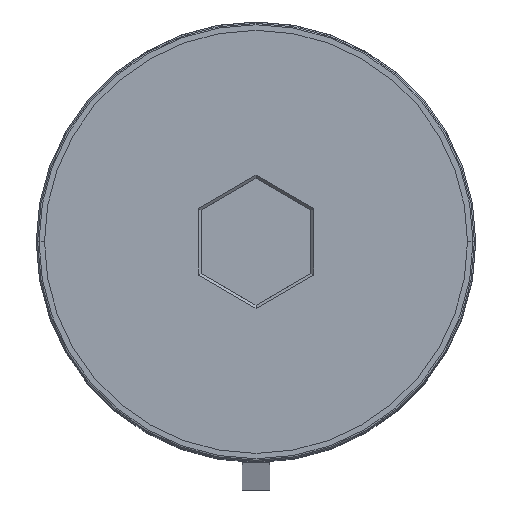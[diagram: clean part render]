
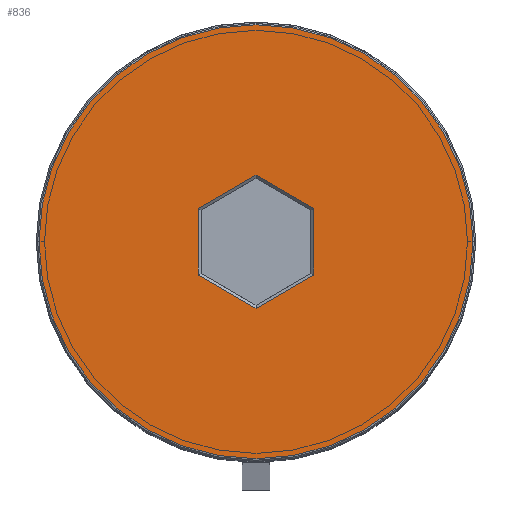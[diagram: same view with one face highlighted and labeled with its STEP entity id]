
A CAD part, top view. The second image highlights one B-rep face of the part: STEP entity #836.
In plain terms, the highlighted planar face has unit normal (0, 0, 1).
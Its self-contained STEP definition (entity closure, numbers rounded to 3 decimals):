
#2 = LINE ( 'NONE', #204, #1711 ) ;
#22 = PLANE ( 'NONE',  #421 ) ;
#23 = ORIENTED_EDGE ( 'NONE', *, *, #2067, .T. ) ;
#33 = DIRECTION ( 'NONE',  ( 0., 0., 1. ) ) ;
#74 = VERTEX_POINT ( 'NONE', #1557 ) ;
#149 = DIRECTION ( 'NONE',  ( 0., 1., 0. ) ) ;
#150 = LINE ( 'NONE', #1257, #524 ) ;
#167 = DIRECTION ( 'NONE',  ( 1., 0., 0. ) ) ;
#185 = VECTOR ( 'NONE', #338, 1000. ) ;
#193 = FACE_BOUND ( 'NONE', #1078, .T. ) ;
#198 = CARTESIAN_POINT ( 'NONE',  ( 0., 0., 0. ) ) ;
#204 = CARTESIAN_POINT ( 'NONE',  ( 2.05, 1.241, 0. ) ) ;
#233 = EDGE_CURVE ( 'NONE', #1265, #1036, #1604, .T. ) ;
#296 = CARTESIAN_POINT ( 'NONE',  ( 2.1, -1.212, 0. ) ) ;
#331 = FACE_OUTER_BOUND ( 'NONE', #1054, .T. ) ;
#338 = DIRECTION ( 'NONE',  ( 0.866, 0.5, 0. ) ) ;
#364 = DIRECTION ( 'NONE',  ( 0., 0., 1. ) ) ;
#391 = AXIS2_PLACEMENT_3D ( 'NONE', #645, #997, #167 ) ;
#392 = ORIENTED_EDGE ( 'NONE', *, *, #1589, .T. ) ;
#421 = AXIS2_PLACEMENT_3D ( 'NONE', #1642, #364, #670 ) ;
#470 = LINE ( 'NONE', #1122, #1238 ) ;
#497 = CARTESIAN_POINT ( 'NONE',  ( -0.05, 2.396, 0. ) ) ;
#514 = CARTESIAN_POINT ( 'NONE',  ( -2.1, -1.212, 0. ) ) ;
#524 = VECTOR ( 'NONE', #775, 1000. ) ;
#543 = LINE ( 'NONE', #1688, #1745 ) ;
#609 = CARTESIAN_POINT ( 'NONE',  ( -2.1, 1.155, 0. ) ) ;
#645 = CARTESIAN_POINT ( 'NONE',  ( 0., 0., 0. ) ) ;
#650 = DIRECTION ( 'NONE',  ( 0.866, -0.5, 0. ) ) ;
#670 = DIRECTION ( 'NONE',  ( 1., 0., 0. ) ) ;
#769 = CARTESIAN_POINT ( 'NONE',  ( 2.1, 1.212, 0. ) ) ;
#775 = DIRECTION ( 'NONE',  ( -0.866, 0.5, 0. ) ) ;
#836 = ADVANCED_FACE ( 'NONE', ( #331, #193 ), #22, .T. ) ;
#876 = ORIENTED_EDGE ( 'NONE', *, *, #1229, .T. ) ;
#887 = VERTEX_POINT ( 'NONE', #1129 ) ;
#975 = DIRECTION ( 'NONE',  ( 0., -1., 0. ) ) ;
#997 = DIRECTION ( 'NONE',  ( 0., 0., 1. ) ) ;
#1030 = VERTEX_POINT ( 'NONE', #769 ) ;
#1035 = VECTOR ( 'NONE', #149, 1000. ) ;
#1036 = VERTEX_POINT ( 'NONE', #1425 ) ;
#1054 = EDGE_LOOP ( 'NONE', ( #876, #392 ) ) ;
#1078 = EDGE_LOOP ( 'NONE', ( #1725, #1793, #1608, #1984, #23, #2040 ) ) ;
#1080 = DIRECTION ( 'NONE',  ( -0.866, -0.5, 0. ) ) ;
#1122 = CARTESIAN_POINT ( 'NONE',  ( 2.1, -1.155, 0. ) ) ;
#1129 = CARTESIAN_POINT ( 'NONE',  ( 0., -2.425, 0. ) ) ;
#1143 = VERTEX_POINT ( 'NONE', #1588 ) ;
#1176 = EDGE_CURVE ( 'NONE', #1036, #1210, #2078, .T. ) ;
#1210 = VERTEX_POINT ( 'NONE', #1301 ) ;
#1229 = EDGE_CURVE ( 'NONE', #1143, #74, #1270, .T. ) ;
#1238 = VECTOR ( 'NONE', #975, 1000. ) ;
#1257 = CARTESIAN_POINT ( 'NONE',  ( -2.05, -1.241, 0. ) ) ;
#1265 = VERTEX_POINT ( 'NONE', #514 ) ;
#1270 = CIRCLE ( 'NONE', #391, 7.9 ) ;
#1301 = CARTESIAN_POINT ( 'NONE',  ( 0., 2.425, 0. ) ) ;
#1303 = AXIS2_PLACEMENT_3D ( 'NONE', #198, #33, #1662 ) ;
#1425 = CARTESIAN_POINT ( 'NONE',  ( -2.1, 1.212, 0. ) ) ;
#1481 = VERTEX_POINT ( 'NONE', #296 ) ;
#1522 = EDGE_CURVE ( 'NONE', #887, #1265, #150, .T. ) ;
#1557 = CARTESIAN_POINT ( 'NONE',  ( -7.9, 0., 0. ) ) ;
#1558 = EDGE_CURVE ( 'NONE', #1030, #1481, #470, .T. ) ;
#1576 = CIRCLE ( 'NONE', #1303, 7.9 ) ;
#1588 = CARTESIAN_POINT ( 'NONE',  ( 7.9, 0., 0. ) ) ;
#1589 = EDGE_CURVE ( 'NONE', #74, #1143, #1576, .T. ) ;
#1604 = LINE ( 'NONE', #609, #1035 ) ;
#1608 = ORIENTED_EDGE ( 'NONE', *, *, #233, .T. ) ;
#1642 = CARTESIAN_POINT ( 'NONE',  ( 0., 0., 0. ) ) ;
#1662 = DIRECTION ( 'NONE',  ( 1., 0., 0. ) ) ;
#1688 = CARTESIAN_POINT ( 'NONE',  ( 0.05, -2.396, 0. ) ) ;
#1711 = VECTOR ( 'NONE', #650, 1000. ) ;
#1725 = ORIENTED_EDGE ( 'NONE', *, *, #1857, .T. ) ;
#1745 = VECTOR ( 'NONE', #1080, 1000. ) ;
#1793 = ORIENTED_EDGE ( 'NONE', *, *, #1522, .T. ) ;
#1857 = EDGE_CURVE ( 'NONE', #1481, #887, #543, .T. ) ;
#1984 = ORIENTED_EDGE ( 'NONE', *, *, #1176, .T. ) ;
#2040 = ORIENTED_EDGE ( 'NONE', *, *, #1558, .T. ) ;
#2067 = EDGE_CURVE ( 'NONE', #1210, #1030, #2, .T. ) ;
#2078 = LINE ( 'NONE', #497, #185 ) ;
